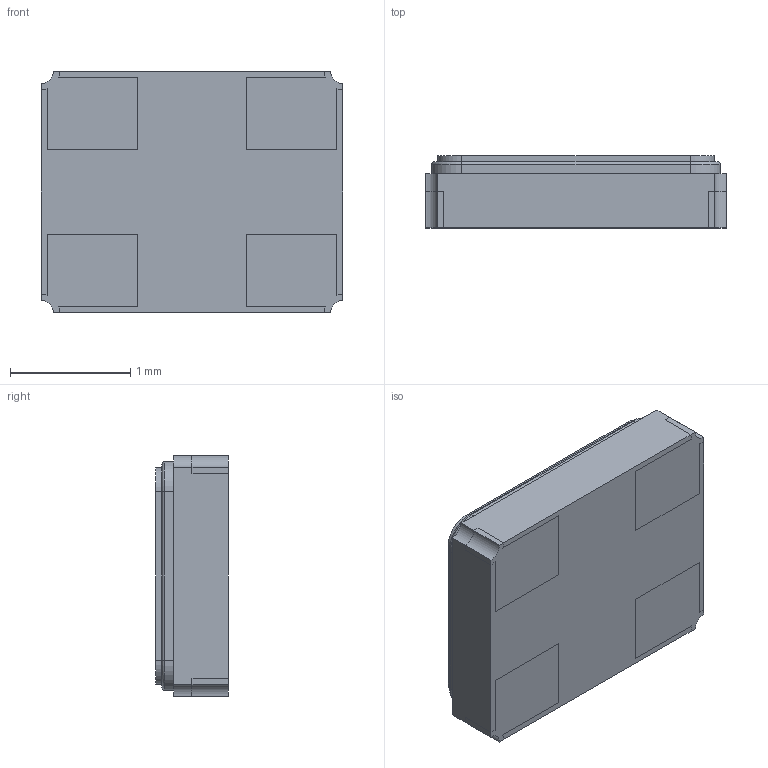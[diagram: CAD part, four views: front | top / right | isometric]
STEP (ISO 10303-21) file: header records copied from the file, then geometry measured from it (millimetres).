
FILE_DESCRIPTION (( 'STEP AP214' ), '1' );
FILE_NAME ('ECS-120-12-36-AGN-TR.STEP', '2018-12-05T23:55:41', ( '' ), ( '' ), 'SwSTEP 2.0', 'SolidWorks 2017', '' );
FILE_SCHEMA (( 'AUTOMOTIVE_DESIGN' ));
Length unit declared in the file: millimetre
Products named in the file (1): ECS-120-12-36-AGN-TR
Bounding box: 2.5 x 0.6 x 2 mm (x, y, z)
Volume: 2.9 mm3; surface area: 35.5 mm2
Topology: 7 solids, 7 shells, 118 faces, 304 edges, 200 vertices
Faces by surface type: plane 74, cylinder 40, torus 4
Entity records: 3680 total; most frequent: DIRECTION 626, CARTESIAN_POINT 623, ORIENTED_EDGE 608, EDGE_CURVE 304, VECTOR 220, LINE 220, AXIS2_PLACEMENT_3D 203, VERTEX_POINT 200
